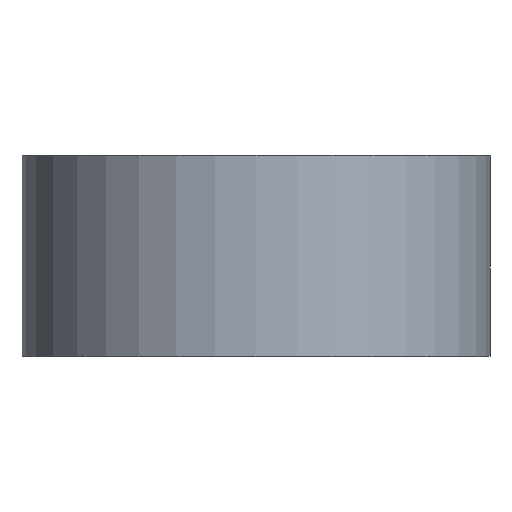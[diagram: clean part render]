
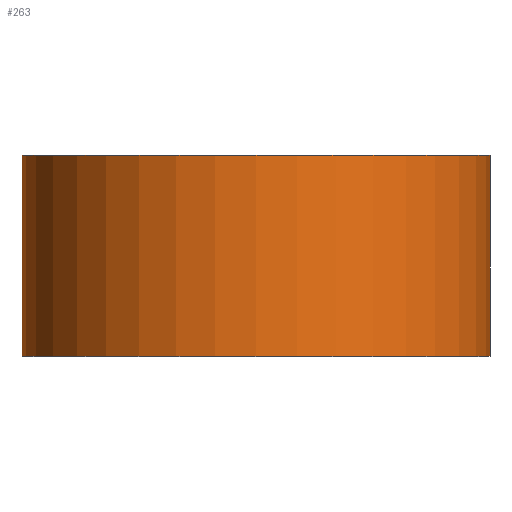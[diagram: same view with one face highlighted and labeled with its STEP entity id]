
A CAD part, top view. The second image highlights one B-rep face of the part: STEP entity #263.
In plain terms, the highlighted cylindrical face has radius 8.5 mm (diameter 17 mm), a full revolution.
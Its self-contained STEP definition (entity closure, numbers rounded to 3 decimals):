
#39=FACE_OUTER_BOUND('',#60,.T.);
#60=EDGE_LOOP('',(#192,#193,#194,#195));
#81=LINE('',#425,#104);
#104=VECTOR('',#339,8.5);
#127=CIRCLE('',#303,8.5);
#128=CIRCLE('',#304,8.5);
#137=VERTEX_POINT('',#422);
#138=VERTEX_POINT('',#424);
#159=EDGE_CURVE('',#137,#137,#127,.T.);
#160=EDGE_CURVE('',#137,#138,#81,.T.);
#161=EDGE_CURVE('',#138,#138,#128,.T.);
#192=ORIENTED_EDGE('',*,*,#159,.F.);
#193=ORIENTED_EDGE('',*,*,#160,.T.);
#194=ORIENTED_EDGE('',*,*,#161,.F.);
#195=ORIENTED_EDGE('',*,*,#160,.F.);
#258=CYLINDRICAL_SURFACE('',#302,8.5);
#263=ADVANCED_FACE('',(#39),#258,.T.);
#302=AXIS2_PLACEMENT_3D('',#421,#335,#336);
#303=AXIS2_PLACEMENT_3D('',#423,#337,#338);
#304=AXIS2_PLACEMENT_3D('',#426,#340,#341);
#335=DIRECTION('center_axis',(0.,-1.,0.));
#336=DIRECTION('ref_axis',(1.,0.,0.));
#337=DIRECTION('center_axis',(0.,-1.,0.));
#338=DIRECTION('ref_axis',(1.,0.,0.));
#339=DIRECTION('',(0.,1.,0.));
#340=DIRECTION('center_axis',(0.,1.,0.));
#341=DIRECTION('ref_axis',(1.,0.,0.));
#421=CARTESIAN_POINT('Origin',(0.543,0.,70.066));
#422=CARTESIAN_POINT('',(-7.957,-7.3,70.066));
#423=CARTESIAN_POINT('Origin',(0.543,-7.3,70.066));
#424=CARTESIAN_POINT('',(-7.957,0.,70.066));
#425=CARTESIAN_POINT('',(-7.957,0.,70.066));
#426=CARTESIAN_POINT('Origin',(0.543,0.,70.066));
